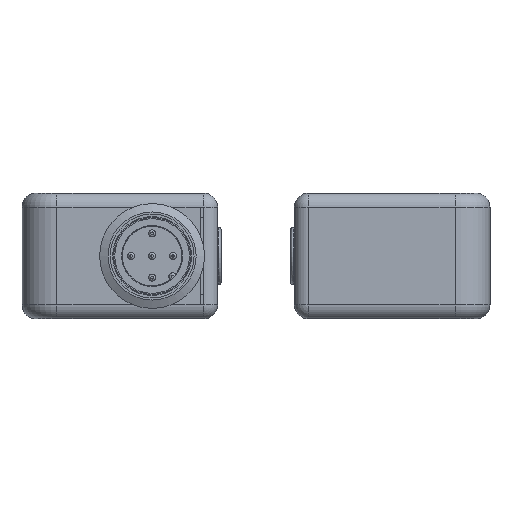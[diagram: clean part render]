
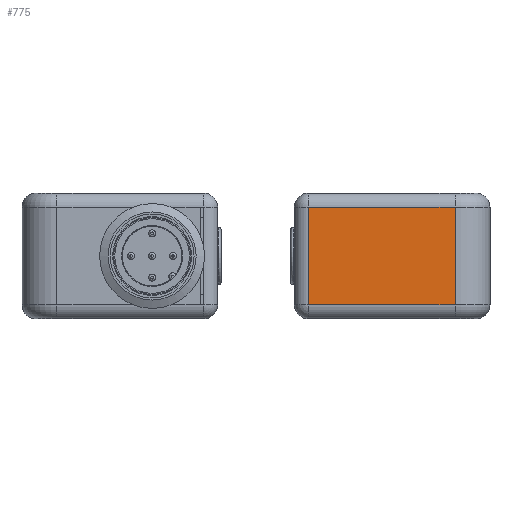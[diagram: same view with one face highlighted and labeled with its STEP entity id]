
A CAD part, left-side view. The second image highlights one B-rep face of the part: STEP entity #775.
In plain terms, the highlighted planar face has unit normal (-1, 0, 0).
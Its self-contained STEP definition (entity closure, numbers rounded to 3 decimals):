
#319=PLANE('',#6320);
#775=ADVANCED_FACE('',(#1238),#319,.F.);
#1238=FACE_OUTER_BOUND('',#1609,.T.);
#1609=EDGE_LOOP('',(#3542,#3543,#3544,#3545));
#1847=LINE('',#9281,#2195);
#1991=LINE('',#9840,#2339);
#1996=LINE('',#9863,#2344);
#2005=LINE('',#9894,#2353);
#2195=VECTOR('',#7345,1.);
#2339=VECTOR('',#7953,1.);
#2344=VECTOR('',#7982,1.);
#2353=VECTOR('',#8019,1.);
#3542=ORIENTED_EDGE('',*,*,#5091,.T.);
#3543=ORIENTED_EDGE('',*,*,#5074,.T.);
#3544=ORIENTED_EDGE('',*,*,#4783,.F.);
#3545=ORIENTED_EDGE('',*,*,#5062,.T.);
#4169=VERTEX_POINT('',#9270);
#4171=VERTEX_POINT('',#9278);
#4355=VERTEX_POINT('',#9839);
#4362=VERTEX_POINT('',#9864);
#4783=EDGE_CURVE('',#4169,#4171,#1847,.T.);
#5062=EDGE_CURVE('',#4169,#4355,#1991,.T.);
#5074=EDGE_CURVE('',#4362,#4171,#1996,.T.);
#5091=EDGE_CURVE('',#4355,#4362,#2005,.T.);
#6320=AXIS2_PLACEMENT_3D('',#9899,#8028,#8029);
#7345=DIRECTION('',(0.,0.,1.));
#7953=DIRECTION('',(0.,-1.,0.));
#7982=DIRECTION('',(0.,1.,0.));
#8019=DIRECTION('',(0.,0.,1.));
#8028=DIRECTION('',(1.,0.,0.));
#8029=DIRECTION('',(0.,-1.,0.));
#9270=CARTESIAN_POINT('',(6.992,-22.373,-7.));
#9278=CARTESIAN_POINT('',(6.992,-22.373,7.));
#9281=CARTESIAN_POINT('',(6.992,-22.373,-9.));
#9839=CARTESIAN_POINT('',(6.992,-43.373,-7.));
#9840=CARTESIAN_POINT('',(6.992,-18.373,-7.));
#9863=CARTESIAN_POINT('',(6.992,-18.373,7.));
#9864=CARTESIAN_POINT('',(6.992,-43.373,7.));
#9894=CARTESIAN_POINT('',(6.992,-43.373,-9.));
#9899=CARTESIAN_POINT('',(6.992,-18.373,-9.));
